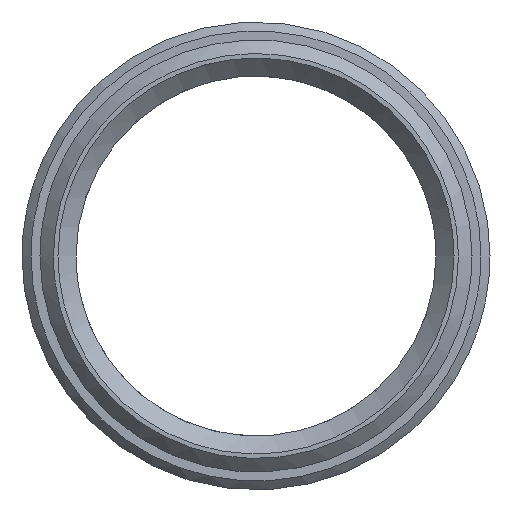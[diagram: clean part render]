
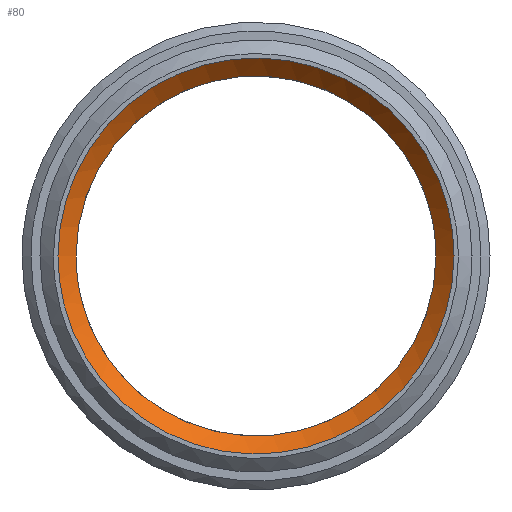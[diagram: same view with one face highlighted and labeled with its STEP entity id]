
A CAD part, left-side view. The second image highlights one B-rep face of the part: STEP entity #80.
In plain terms, the highlighted face is a revolution surface.
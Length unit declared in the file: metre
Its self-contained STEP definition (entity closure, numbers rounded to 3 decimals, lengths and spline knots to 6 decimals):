
#80=ADVANCED_FACE('',(#198,#199),#200,.T.);
#130=EDGE_CURVE('',#277,#278,#279,.T.);
#132=EDGE_CURVE('',#278,#277,#281,.T.);
#134=EDGE_CURVE('',#283,#284,#285,.T.);
#136=EDGE_CURVE('',#284,#283,#287,.T.);
#198=FACE_BOUND('',#357,.T.);
#199=FACE_OUTER_BOUND('',#358,.T.);
#200=SURFACE_OF_REVOLUTION('',#359,#360);
#277=VERTEX_POINT('',#700);
#278=VERTEX_POINT('',#701);
#279=(B_SPLINE_CURVE(3,(#703,#704,#705,#706),.UNSPECIFIED.,.F.,.F.)B_SPLINE_CURVE_WITH_KNOTS((4,4),(0.0,1.0),.UNSPECIFIED.)RATIONAL_B_SPLINE_CURVE((1.0,0.333,0.333,1.0))BOUNDED_CURVE()REPRESENTATION_ITEM('')GEOMETRIC_REPRESENTATION_ITEM()CURVE());
#281=(B_SPLINE_CURVE(3,(#716,#717,#718,#719),.UNSPECIFIED.,.F.,.F.)B_SPLINE_CURVE_WITH_KNOTS((4,4),(0.0,1.0),.UNSPECIFIED.)RATIONAL_B_SPLINE_CURVE((1.0,0.333,0.333,1.0))BOUNDED_CURVE()REPRESENTATION_ITEM('')GEOMETRIC_REPRESENTATION_ITEM()CURVE());
#283=VERTEX_POINT('',#728);
#284=VERTEX_POINT('',#729);
#285=B_SPLINE_CURVE_WITH_KNOTS('',2,(#730,#731,#732,#733,#734,#735,#736,#737,#738,#739,#740,#741,#742,#743,#744,#745,#746,#747,#748,#749,#750,#751,#752,#753,#754,#755,#756,#757,#758,#759,#760,#761,#762),.UNSPECIFIED.,.F.,.F.,(3,2,2,2,2,2,2,2,2,2,2,2,2,2,2,2,3),(0.0,0.0625,0.125,0.1875,0.25,0.3125,0.375,0.4375,0.5,0.5625,0.625,0.6875,0.75,0.8125,0.875,0.9375,1.0),.UNSPECIFIED.);
#287=B_SPLINE_CURVE_WITH_KNOTS('',2,(#765,#766,#767,#768,#769,#770,#771,#772,#773,#774,#775,#776,#777,#778,#779,#780,#781,#782,#783,#784,#785,#786,#787,#788,#789,#790,#791,#792,#793,#794,#795,#796,#797),.UNSPECIFIED.,.F.,.F.,(3,2,2,2,2,2,2,2,2,2,2,2,2,2,2,2,3),(0.0,0.0625,0.125,0.1875,0.25,0.3125,0.375,0.4375,0.5,0.5625,0.625,0.6875,0.75,0.8125,0.875,0.9375,1.0),.UNSPECIFIED.);
#357=EDGE_LOOP('',(#1041,#1042));
#358=EDGE_LOOP('',(#1043,#1044));
#359=B_SPLINE_CURVE_WITH_KNOTS('',1,(#1045,#1046),.UNSPECIFIED.,.F.,.F.,(2,2),(0.0,1.0),.UNSPECIFIED.);
#360=AXIS1_PLACEMENT('',#1047,#1048);
#700=CARTESIAN_POINT('',(-0.016,0.02,0.));
#701=CARTESIAN_POINT('',(-0.016,-0.02,0.));
#703=CARTESIAN_POINT('',(-0.016,0.02,0.));
#704=CARTESIAN_POINT('',(-0.016,0.02,0.04));
#705=CARTESIAN_POINT('',(-0.016,-0.02,0.04));
#706=CARTESIAN_POINT('',(-0.016,-0.02,0.));
#716=CARTESIAN_POINT('',(-0.016,-0.02,0.));
#717=CARTESIAN_POINT('',(-0.016,-0.02,-0.04));
#718=CARTESIAN_POINT('',(-0.016,0.02,-0.04));
#719=CARTESIAN_POINT('',(-0.016,0.02,0.));
#728=CARTESIAN_POINT('',(-0.018,0.022,0.));
#729=CARTESIAN_POINT('',(-0.018,-0.022,0.));
#730=CARTESIAN_POINT('',(-0.018,0.022,0.0));
#731=CARTESIAN_POINT('',(-0.018,0.022,0.002167));
#732=CARTESIAN_POINT('',(-0.018,0.021577,0.004292));
#733=CARTESIAN_POINT('',(-0.018,0.021155,0.006417));
#734=CARTESIAN_POINT('',(-0.018,0.020325,0.008419));
#735=CARTESIAN_POINT('',(-0.018,0.019496,0.01042));
#736=CARTESIAN_POINT('',(-0.018,0.018292,0.012223));
#737=CARTESIAN_POINT('',(-0.018,0.017089,0.014024));
#738=CARTESIAN_POINT('',(-0.018,0.015556,0.015556));
#739=CARTESIAN_POINT('',(-0.018,0.014025,0.017088));
#740=CARTESIAN_POINT('',(-0.018,0.012223,0.018292));
#741=CARTESIAN_POINT('',(-0.018,0.010421,0.019496));
#742=CARTESIAN_POINT('',(-0.018,0.008419,0.020325));
#743=CARTESIAN_POINT('',(-0.018,0.006418,0.021154));
#744=CARTESIAN_POINT('',(-0.018,0.004292,0.021577));
#745=CARTESIAN_POINT('',(-0.018,0.002167,0.022));
#746=CARTESIAN_POINT('',(-0.018,0.,0.022));
#747=CARTESIAN_POINT('',(-0.018,-0.002166,0.022));
#748=CARTESIAN_POINT('',(-0.018,-0.004292,0.021577));
#749=CARTESIAN_POINT('',(-0.018,-0.006417,0.021155));
#750=CARTESIAN_POINT('',(-0.018,-0.008419,0.020325));
#751=CARTESIAN_POINT('',(-0.018,-0.01042,0.019496));
#752=CARTESIAN_POINT('',(-0.018,-0.012223,0.018292));
#753=CARTESIAN_POINT('',(-0.018,-0.014024,0.017089));
#754=CARTESIAN_POINT('',(-0.018,-0.015556,0.015556));
#755=CARTESIAN_POINT('',(-0.018,-0.017088,0.014025));
#756=CARTESIAN_POINT('',(-0.018,-0.018292,0.012223));
#757=CARTESIAN_POINT('',(-0.018,-0.019496,0.010421));
#758=CARTESIAN_POINT('',(-0.018,-0.020325,0.008419));
#759=CARTESIAN_POINT('',(-0.018,-0.021154,0.006418));
#760=CARTESIAN_POINT('',(-0.018,-0.021577,0.004292));
#761=CARTESIAN_POINT('',(-0.018,-0.022,0.002167));
#762=CARTESIAN_POINT('',(-0.018,-0.022,0.));
#765=CARTESIAN_POINT('',(-0.018,-0.022,0.));
#766=CARTESIAN_POINT('',(-0.018,-0.022,-0.002167));
#767=CARTESIAN_POINT('',(-0.018,-0.021577,-0.004292));
#768=CARTESIAN_POINT('',(-0.018,-0.021155,-0.006417));
#769=CARTESIAN_POINT('',(-0.018,-0.020325,-0.008419));
#770=CARTESIAN_POINT('',(-0.018,-0.019496,-0.01042));
#771=CARTESIAN_POINT('',(-0.018,-0.018292,-0.012223));
#772=CARTESIAN_POINT('',(-0.018,-0.017089,-0.014024));
#773=CARTESIAN_POINT('',(-0.018,-0.015556,-0.015556));
#774=CARTESIAN_POINT('',(-0.018,-0.014025,-0.017088));
#775=CARTESIAN_POINT('',(-0.018,-0.012223,-0.018292));
#776=CARTESIAN_POINT('',(-0.018,-0.010421,-0.019496));
#777=CARTESIAN_POINT('',(-0.018,-0.008419,-0.020325));
#778=CARTESIAN_POINT('',(-0.018,-0.006418,-0.021154));
#779=CARTESIAN_POINT('',(-0.018,-0.004292,-0.021577));
#780=CARTESIAN_POINT('',(-0.018,-0.002167,-0.022));
#781=CARTESIAN_POINT('',(-0.018,0.,-0.022));
#782=CARTESIAN_POINT('',(-0.018,0.002166,-0.022));
#783=CARTESIAN_POINT('',(-0.018,0.004292,-0.021577));
#784=CARTESIAN_POINT('',(-0.018,0.006417,-0.021155));
#785=CARTESIAN_POINT('',(-0.018,0.008419,-0.020325));
#786=CARTESIAN_POINT('',(-0.018,0.01042,-0.019496));
#787=CARTESIAN_POINT('',(-0.018,0.012223,-0.018292));
#788=CARTESIAN_POINT('',(-0.018,0.014024,-0.017089));
#789=CARTESIAN_POINT('',(-0.018,0.015556,-0.015556));
#790=CARTESIAN_POINT('',(-0.018,0.017088,-0.014025));
#791=CARTESIAN_POINT('',(-0.018,0.018292,-0.012223));
#792=CARTESIAN_POINT('',(-0.018,0.019496,-0.010421));
#793=CARTESIAN_POINT('',(-0.018,0.020325,-0.008419));
#794=CARTESIAN_POINT('',(-0.018,0.021154,-0.006418));
#795=CARTESIAN_POINT('',(-0.018,0.021577,-0.004292));
#796=CARTESIAN_POINT('',(-0.018,0.022,-0.002167));
#797=CARTESIAN_POINT('',(-0.018,0.022,0.0));
#1041=ORIENTED_EDGE('',*,*,#132,.T.);
#1042=ORIENTED_EDGE('',*,*,#130,.T.);
#1043=ORIENTED_EDGE('',*,*,#134,.F.);
#1044=ORIENTED_EDGE('',*,*,#136,.F.);
#1045=CARTESIAN_POINT('',(-0.027113,0.031113,0.));
#1046=CARTESIAN_POINT('',(0.004,0.,0.0));
#1047=CARTESIAN_POINT('',(-0.017,0.0,0.0));
#1048=DIRECTION('',(-1.0,-0.0,-0.0));
